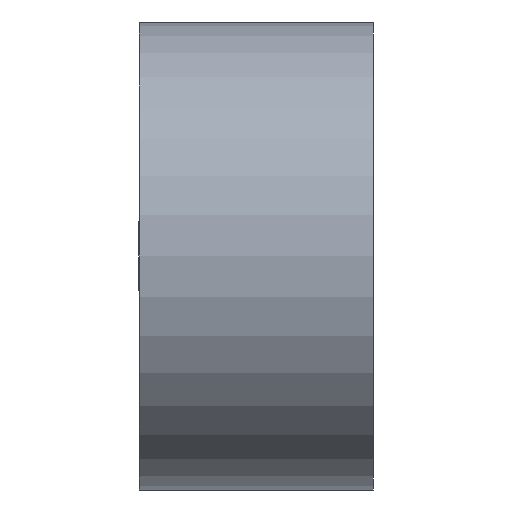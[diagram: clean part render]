
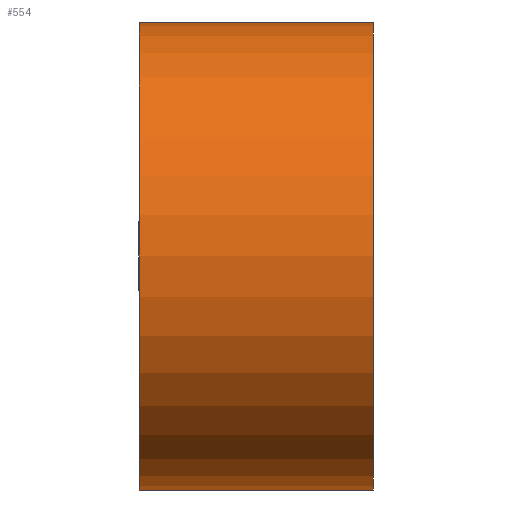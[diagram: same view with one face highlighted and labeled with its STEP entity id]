
A CAD part, left-side view. The second image highlights one B-rep face of the part: STEP entity #554.
In plain terms, the highlighted cylindrical face has radius 2.54 mm (diameter 5.08 mm), a partial arc.
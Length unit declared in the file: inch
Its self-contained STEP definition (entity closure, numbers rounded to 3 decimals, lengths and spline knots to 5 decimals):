
#75 = EDGE_LOOP ( 'NONE', ( #603, #460, #234, #359 ) ) ;
#81 = AXIS2_PLACEMENT_3D ( 'NONE', #416, #610, #557 ) ;
#100 = EDGE_CURVE ( 'NONE', #163, #370, #158, .T. ) ;
#113 = DIRECTION ( 'NONE',  ( 0., 0., 1. ) ) ;
#114 = CYLINDRICAL_SURFACE ( 'NONE', #81, 0.1 ) ;
#158 = CIRCLE ( 'NONE', #551, 0.1 ) ;
#163 = VERTEX_POINT ( 'NONE', #440 ) ;
#226 = CARTESIAN_POINT ( 'NONE',  ( -5.09, -0.05, 0.1 ) ) ;
#234 = ORIENTED_EDGE ( 'NONE', *, *, #307, .T. ) ;
#238 = LINE ( 'NONE', #449, #503 ) ;
#260 = CARTESIAN_POINT ( 'NONE',  ( -5.09, 0.05, 0.1 ) ) ;
#270 = VECTOR ( 'NONE', #318, 39.37008 ) ;
#274 = DIRECTION ( 'NONE',  ( 0., 1., 0. ) ) ;
#279 = CARTESIAN_POINT ( 'NONE',  ( -5.09, 0.05, 0.1 ) ) ;
#280 = VERTEX_POINT ( 'NONE', #353 ) ;
#307 = EDGE_CURVE ( 'NONE', #163, #280, #238, .T. ) ;
#318 = DIRECTION ( 'NONE',  ( 0., -1., 0. ) ) ;
#320 = FACE_OUTER_BOUND ( 'NONE', #75, .T. ) ;
#353 = CARTESIAN_POINT ( 'NONE',  ( -5.09, -0.05, -0.1 ) ) ;
#359 = ORIENTED_EDGE ( 'NONE', *, *, #626, .T. ) ;
#368 = CARTESIAN_POINT ( 'NONE',  ( -5.09, 0.05, 0. ) ) ;
#370 = VERTEX_POINT ( 'NONE', #279 ) ;
#394 = VERTEX_POINT ( 'NONE', #226 ) ;
#416 = CARTESIAN_POINT ( 'NONE',  ( -5.09, 0.05, 0. ) ) ;
#440 = CARTESIAN_POINT ( 'NONE',  ( -5.09, 0.05, -0.1 ) ) ;
#449 = CARTESIAN_POINT ( 'NONE',  ( -5.09, 0.05, -0.1 ) ) ;
#459 = CIRCLE ( 'NONE', #624, 0.1 ) ;
#460 = ORIENTED_EDGE ( 'NONE', *, *, #100, .F. ) ;
#471 = DIRECTION ( 'NONE',  ( 0., 0., 1. ) ) ;
#488 = DIRECTION ( 'NONE',  ( 0., -1., 0. ) ) ;
#503 = VECTOR ( 'NONE', #488, 39.37008 ) ;
#527 = EDGE_CURVE ( 'NONE', #370, #394, #607, .T. ) ;
#544 = CARTESIAN_POINT ( 'NONE',  ( -5.09, -0.05, 0. ) ) ;
#551 = AXIS2_PLACEMENT_3D ( 'NONE', #368, #274, #113 ) ;
#554 = ADVANCED_FACE ( 'NONE', ( #320 ), #114, .T. ) ;
#557 = DIRECTION ( 'NONE',  ( 0., 0., -1. ) ) ;
#583 = DIRECTION ( 'NONE',  ( 0., 1., 0. ) ) ;
#603 = ORIENTED_EDGE ( 'NONE', *, *, #527, .F. ) ;
#607 = LINE ( 'NONE', #260, #270 ) ;
#610 = DIRECTION ( 'NONE',  ( 0., -1., 0. ) ) ;
#624 = AXIS2_PLACEMENT_3D ( 'NONE', #544, #583, #471 ) ;
#626 = EDGE_CURVE ( 'NONE', #280, #394, #459, .T. ) ;
